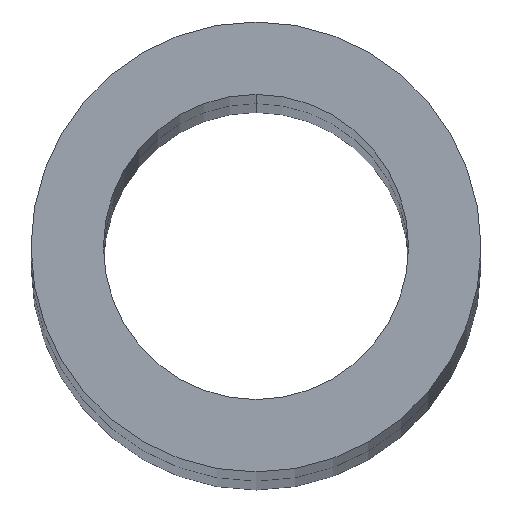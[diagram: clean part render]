
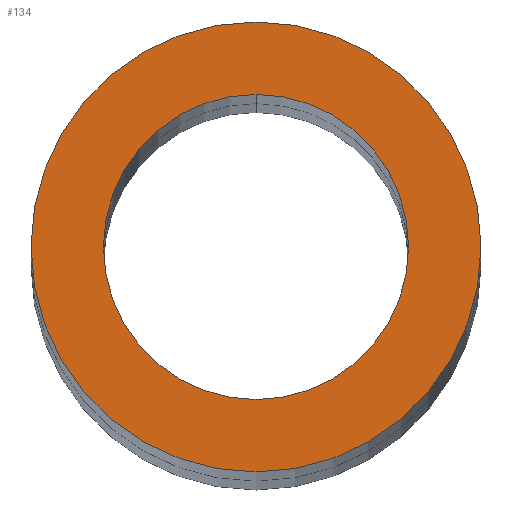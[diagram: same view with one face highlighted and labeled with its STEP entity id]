
A CAD part, top view. The second image highlights one B-rep face of the part: STEP entity #134.
In plain terms, the highlighted planar face has unit normal (0, 0, 1).
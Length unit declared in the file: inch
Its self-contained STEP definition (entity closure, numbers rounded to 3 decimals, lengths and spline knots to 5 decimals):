
#29=CARTESIAN_POINT('',(0.,0.,1.));
#30=DIRECTION('',(0.,0.,1.));
#31=DIRECTION('',(0.,-1.,0.));
#32=AXIS2_PLACEMENT_3D('',#29,#30,#31);
#34=CARTESIAN_POINT('',(0.,0.,1.));
#35=DIRECTION('',(0.,0.,1.));
#36=DIRECTION('',(0.,1.,0.));
#37=AXIS2_PLACEMENT_3D('',#34,#35,#36);
#39=CARTESIAN_POINT('',(0.,0.,1.));
#40=DIRECTION('',(0.,0.,-1.));
#41=DIRECTION('',(0.,-1.,0.));
#42=AXIS2_PLACEMENT_3D('',#39,#40,#41);
#44=CARTESIAN_POINT('',(0.,0.,1.));
#45=DIRECTION('',(0.,0.,-1.));
#46=DIRECTION('',(0.,1.,0.));
#47=AXIS2_PLACEMENT_3D('',#44,#45,#46);
#65=CARTESIAN_POINT('',(0.,-0.0435,1.));
#66=CARTESIAN_POINT('',(0.,0.0435,1.));
#67=VERTEX_POINT('',#65);
#68=VERTEX_POINT('',#66);
#69=CARTESIAN_POINT('',(0.,-0.0295,1.));
#70=CARTESIAN_POINT('',(0.,0.0295,1.));
#71=VERTEX_POINT('',#69);
#72=VERTEX_POINT('',#70);
#119=CARTESIAN_POINT('',(0.,0.,1.));
#120=DIRECTION('',(0.,0.,1.));
#121=DIRECTION('',(0.,-1.,0.));
#122=AXIS2_PLACEMENT_3D('',#119,#120,#121);
#123=PLANE('',#122);
#124=ORIENTED_EDGE('',*,*,#99,.F.);
#125=ORIENTED_EDGE('',*,*,#113,.F.);
#126=EDGE_LOOP('',(#124,#125));
#127=FACE_OUTER_BOUND('',#126,.F.);
#129=ORIENTED_EDGE('',*,*,#128,.F.);
#131=ORIENTED_EDGE('',*,*,#130,.F.);
#132=EDGE_LOOP('',(#129,#131));
#133=FACE_BOUND('',#132,.F.);
#134=ADVANCED_FACE('',(#127,#133),#123,.T.);
#33=CIRCLE('',#32,0.0435);
#38=CIRCLE('',#37,0.0435);
#43=CIRCLE('',#42,0.0295);
#48=CIRCLE('',#47,0.0295);
#99=EDGE_CURVE('',#67,#68,#33,.T.);
#113=EDGE_CURVE('',#68,#67,#38,.T.);
#128=EDGE_CURVE('',#71,#72,#43,.T.);
#130=EDGE_CURVE('',#72,#71,#48,.T.);
